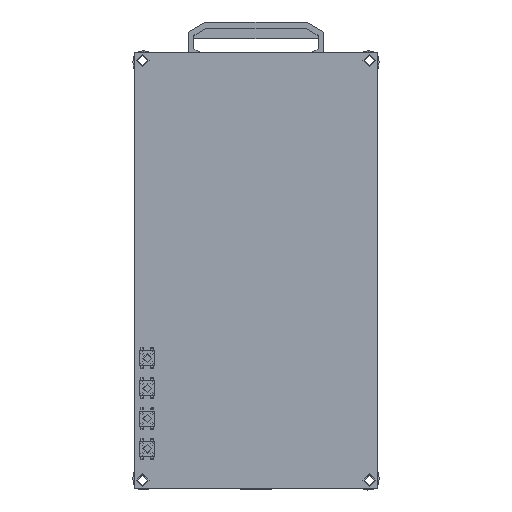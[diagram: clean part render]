
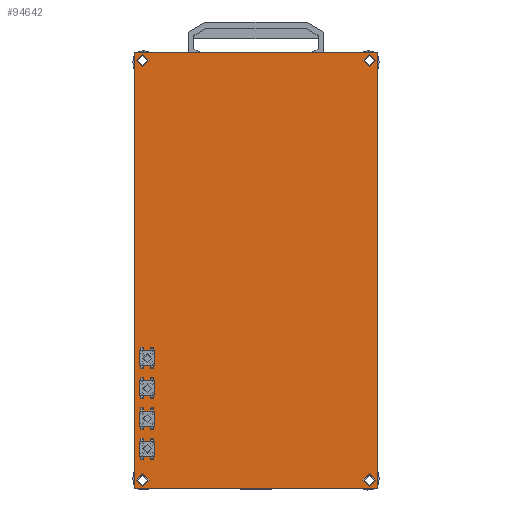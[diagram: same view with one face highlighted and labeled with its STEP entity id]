
A CAD part, top view. The second image highlights one B-rep face of the part: STEP entity #94642.
In plain terms, the highlighted planar face has unit normal (0, 0, 1).
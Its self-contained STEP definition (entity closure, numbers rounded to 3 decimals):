
#4545=FACE_BOUND('',#18807,.T.);
#4546=FACE_BOUND('',#18808,.T.);
#4547=FACE_BOUND('',#18809,.T.);
#4548=FACE_BOUND('',#18810,.T.);
#8062=PLANE('',#103572);
#13213=FACE_OUTER_BOUND('',#18806,.T.);
#18806=EDGE_LOOP('',(#88133,#88134,#88135,#88136));
#18807=EDGE_LOOP('',(#88137));
#18808=EDGE_LOOP('',(#88138));
#18809=EDGE_LOOP('',(#88139));
#18810=EDGE_LOOP('',(#88140));
#28649=LINE('',#175326,#38424);
#28652=LINE('',#175332,#38427);
#28655=LINE('',#175338,#38430);
#28658=LINE('',#175342,#38433);
#38424=VECTOR('',#128559,10.);
#38427=VECTOR('',#128564,10.);
#38430=VECTOR('',#128569,10.);
#38433=VECTOR('',#128574,10.);
#40762=CIRCLE('',#103557,1.9);
#40764=CIRCLE('',#103560,1.9);
#40766=CIRCLE('',#103563,1.9);
#40768=CIRCLE('',#103566,1.9);
#49142=VERTEX_POINT('',#175296);
#49144=VERTEX_POINT('',#175302);
#49146=VERTEX_POINT('',#175308);
#49148=VERTEX_POINT('',#175314);
#49152=VERTEX_POINT('',#175323);
#49153=VERTEX_POINT('',#175325);
#49155=VERTEX_POINT('',#175331);
#49157=VERTEX_POINT('',#175337);
#62147=EDGE_CURVE('',#49142,#49142,#40762,.T.);
#62150=EDGE_CURVE('',#49144,#49144,#40764,.T.);
#62153=EDGE_CURVE('',#49146,#49146,#40766,.T.);
#62156=EDGE_CURVE('',#49148,#49148,#40768,.T.);
#62161=EDGE_CURVE('',#49153,#49152,#28649,.T.);
#62164=EDGE_CURVE('',#49155,#49153,#28652,.T.);
#62167=EDGE_CURVE('',#49157,#49155,#28655,.T.);
#62170=EDGE_CURVE('',#49152,#49157,#28658,.T.);
#88133=ORIENTED_EDGE('',*,*,#62170,.T.);
#88134=ORIENTED_EDGE('',*,*,#62167,.T.);
#88135=ORIENTED_EDGE('',*,*,#62164,.T.);
#88136=ORIENTED_EDGE('',*,*,#62161,.T.);
#88137=ORIENTED_EDGE('',*,*,#62156,.T.);
#88138=ORIENTED_EDGE('',*,*,#62153,.T.);
#88139=ORIENTED_EDGE('',*,*,#62150,.T.);
#88140=ORIENTED_EDGE('',*,*,#62147,.T.);
#94642=ADVANCED_FACE('',(#13213,#4545,#4546,#4547,#4548),#8062,.T.);
#103557=AXIS2_PLACEMENT_3D('',#175297,#128529,#128530);
#103560=AXIS2_PLACEMENT_3D('',#175303,#128536,#128537);
#103563=AXIS2_PLACEMENT_3D('',#175309,#128543,#128544);
#103566=AXIS2_PLACEMENT_3D('',#175315,#128550,#128551);
#103572=AXIS2_PLACEMENT_3D('',#175343,#128575,#128576);
#128529=DIRECTION('center_axis',(0.,0.,
-1.));
#128530=DIRECTION('ref_axis',(1.,0.,0.));
#128536=DIRECTION('center_axis',(0.,0.,
-1.));
#128537=DIRECTION('ref_axis',(1.,0.,0.));
#128543=DIRECTION('center_axis',(0.,0.,
-1.));
#128544=DIRECTION('ref_axis',(1.,0.,0.));
#128550=DIRECTION('center_axis',(0.,0.,
-1.));
#128551=DIRECTION('ref_axis',(1.,0.,0.));
#128559=DIRECTION('',(-1.,0.,0.));
#128564=DIRECTION('',(0.,1.,0.));
#128569=DIRECTION('',(1.,0.,0.));
#128574=DIRECTION('',(0.,-1.,0.));
#128575=DIRECTION('center_axis',(0.,0.,
1.));
#128576=DIRECTION('ref_axis',(1.,0.,0.));
#175296=CARTESIAN_POINT('',(-35.6,-36.281,-41.531));
#175297=CARTESIAN_POINT('Origin',(-33.7,-36.281,-41.531));
#175302=CARTESIAN_POINT('',(31.8,-36.281,-41.531));
#175303=CARTESIAN_POINT('Origin',(33.7,-36.281,-41.531));
#175308=CARTESIAN_POINT('',(-35.6,88.419,-41.531));
#175309=CARTESIAN_POINT('Origin',(-33.7,88.419,-41.531));
#175314=CARTESIAN_POINT('',(31.8,88.419,-41.531));
#175315=CARTESIAN_POINT('Origin',(33.7,88.419,-41.531));
#175323=CARTESIAN_POINT('',(-36.2,90.919,-41.531));
#175325=CARTESIAN_POINT('',(36.2,90.919,-41.531));
#175326=CARTESIAN_POINT('',(-36.2,90.919,-41.531));
#175331=CARTESIAN_POINT('',(36.2,-38.781,-41.531));
#175332=CARTESIAN_POINT('',(36.2,90.919,-41.531));
#175337=CARTESIAN_POINT('',(-36.2,-38.781,-41.531));
#175338=CARTESIAN_POINT('',(36.2,-38.781,-41.531));
#175342=CARTESIAN_POINT('',(-36.2,-38.781,-41.531));
#175343=CARTESIAN_POINT('Origin',(0.,26.069,
-41.531));
